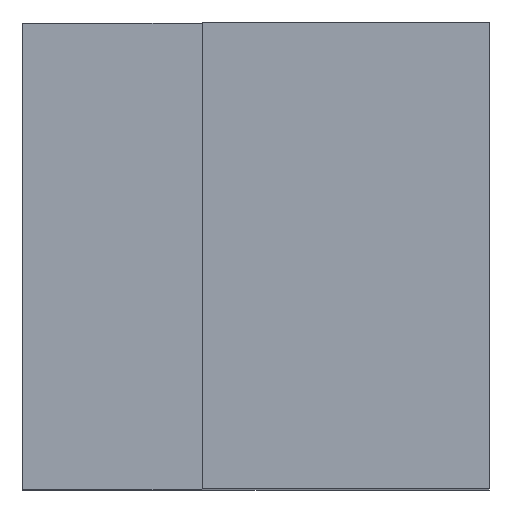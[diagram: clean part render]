
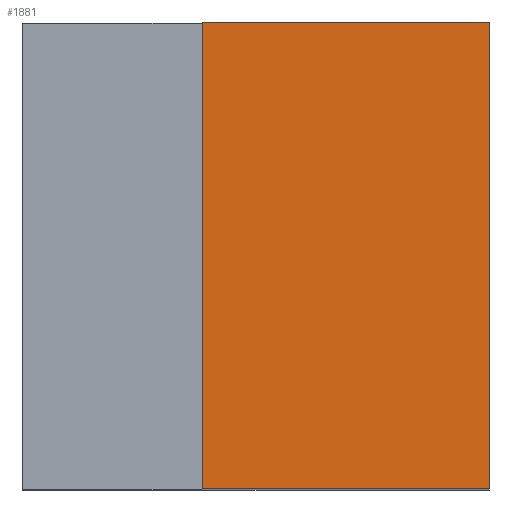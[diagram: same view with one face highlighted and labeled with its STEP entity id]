
A CAD part, top view. The second image highlights one B-rep face of the part: STEP entity #1881.
In plain terms, the highlighted planar face has unit normal (0, 0, 1).
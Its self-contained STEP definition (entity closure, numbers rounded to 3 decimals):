
#48 = EDGE_LOOP ( 'NONE', ( #601, #602, #606, #605 ) ) ;
#601 = ORIENTED_EDGE ( 'NONE', *, *, #2651, .T. ) ;
#602 = ORIENTED_EDGE ( 'NONE', *, *, #2635, .T. ) ;
#605 = ORIENTED_EDGE ( 'NONE', *, *, #2650, .T. ) ;
#606 = ORIENTED_EDGE ( 'NONE', *, *, #2691, .T. ) ;
#1180 = CARTESIAN_POINT ( 'NONE',  ( 6.5, -6.5, 20. ) ) ;
#1182 = CARTESIAN_POINT ( 'NONE',  ( -1.5, 6.5, 20. ) ) ;
#1195 = CARTESIAN_POINT ( 'NONE',  ( 6.5, 6.5, 20. ) ) ;
#1218 = CARTESIAN_POINT ( 'NONE',  ( -1.5, -6.5, 20. ) ) ;
#1467 = CARTESIAN_POINT ( 'NONE',  ( 6.5, -6.5, 20. ) ) ;
#1475 = FACE_OUTER_BOUND ( 'NONE', #48, .T. ) ;
#1476 = PLANE ( 'NONE',  #1807 ) ;
#1478 = DIRECTION ( 'NONE',  ( 0., 0., 1. ) ) ;
#1479 = DIRECTION ( 'NONE',  ( 1., 0., 0. ) ) ;
#1807 = AXIS2_PLACEMENT_3D ( 'NONE', #1467, #1478, #1479 ) ;
#1881 = ADVANCED_FACE ( 'NONE', ( #1475 ), #1476, .T. ) ;
#1909 = VECTOR ( 'NONE', #2568, 1000. ) ;
#1923 = VECTOR ( 'NONE', #2611, 1000. ) ;
#1925 = VECTOR ( 'NONE', #2614, 1000. ) ;
#1967 = VECTOR ( 'NONE', #2346, 1000. ) ;
#2040 = VERTEX_POINT ( 'NONE', #1180 ) ;
#2044 = VERTEX_POINT ( 'NONE', #1182 ) ;
#2047 = VERTEX_POINT ( 'NONE', #1195 ) ;
#2057 = VERTEX_POINT ( 'NONE', #1218 ) ;
#2344 = LINE ( 'NONE', #2345, #1967 ) ;
#2345 = CARTESIAN_POINT ( 'NONE',  ( 6.5, 6.5, 20. ) ) ;
#2346 = DIRECTION ( 'NONE',  ( -1., 0., 0. ) ) ;
#2565 = LINE ( 'NONE', #2567, #1909 ) ;
#2567 = CARTESIAN_POINT ( 'NONE',  ( 6.5, -6.5, 20. ) ) ;
#2568 = DIRECTION ( 'NONE',  ( 0., 1., 0. ) ) ;
#2600 = LINE ( 'NONE', #2610, #1923 ) ;
#2610 = CARTESIAN_POINT ( 'NONE',  ( -1.5, 6.5, 20. ) ) ;
#2611 = DIRECTION ( 'NONE',  ( 0., -1., 0. ) ) ;
#2612 = LINE ( 'NONE', #2613, #1925 ) ;
#2613 = CARTESIAN_POINT ( 'NONE',  ( -1.5, -6.5, 20. ) ) ;
#2614 = DIRECTION ( 'NONE',  ( 1., 0., 0. ) ) ;
#2635 = EDGE_CURVE ( 'NONE', #2040, #2047, #2565, .T. ) ;
#2650 = EDGE_CURVE ( 'NONE', #2044, #2057, #2600, .T. ) ;
#2651 = EDGE_CURVE ( 'NONE', #2057, #2040, #2612, .T. ) ;
#2691 = EDGE_CURVE ( 'NONE', #2047, #2044, #2344, .T. ) ;
